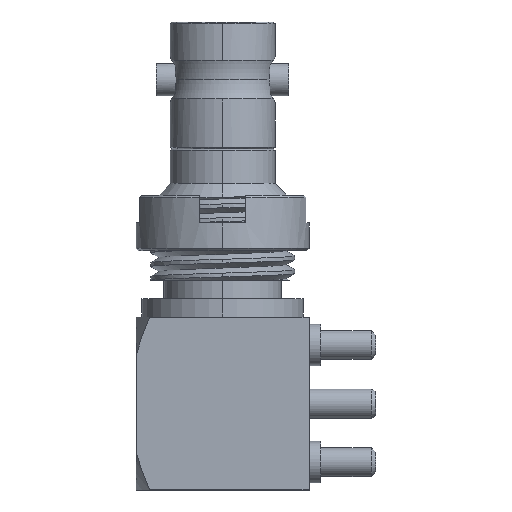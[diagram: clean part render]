
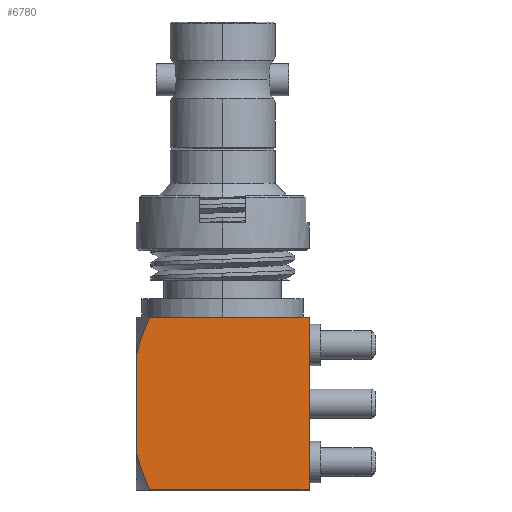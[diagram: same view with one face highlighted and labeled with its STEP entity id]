
A CAD part, left-side view. The second image highlights one B-rep face of the part: STEP entity #6780.
In plain terms, the highlighted planar face has unit normal (-1, 0, 0).
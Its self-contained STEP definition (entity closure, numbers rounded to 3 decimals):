
#1210 = ORIENTED_EDGE ( 'NONE', *, *, #8805, .T. ) ;
#1246 = CARTESIAN_POINT ( 'NONE',  ( -3.783, 3.75, -0.254 ) ) ;
#1332 = CARTESIAN_POINT ( 'NONE',  ( -3.783, -3.75, -1.895 ) ) ;
#1385 = CARTESIAN_POINT ( 'NONE',  ( -3.783, 3.173, 5.595 ) ) ;
#1521 = EDGE_CURVE ( 'NONE', #2699, #9659, #7742, .T. ) ;
#1688 = CARTESIAN_POINT ( 'NONE',  ( -3.783, 3.173, 5.595 ) ) ;
#1812 = CARTESIAN_POINT ( 'NONE',  ( -3.783, 3.593, 4.511 ) ) ;
#1837 = DIRECTION ( 'NONE',  ( 0., 0., 1. ) ) ;
#1999 = LINE ( 'NONE', #9693, #3768 ) ;
#2527 = ORIENTED_EDGE ( 'NONE', *, *, #1521, .T. ) ;
#2571 = CARTESIAN_POINT ( 'NONE',  ( -3.783, 3.173, -1.895 ) ) ;
#2642 = EDGE_LOOP ( 'NONE', ( #3382, #4360, #4702, #8890, #2527, #1210 ) ) ;
#2699 = VERTEX_POINT ( 'NONE', #11197 ) ;
#2891 = LINE ( 'NONE', #8224, #9421 ) ;
#3345 = EDGE_CURVE ( 'NONE', #5503, #11188, #2891, .T. ) ;
#3382 = ORIENTED_EDGE ( 'NONE', *, *, #3345, .T. ) ;
#3768 = VECTOR ( 'NONE', #1837, 1000. ) ;
#3817 = DIRECTION ( 'NONE',  ( 1., 0., 0. ) ) ;
#3867 = CARTESIAN_POINT ( 'NONE',  ( -3.783, 6.25, -1.9 ) ) ;
#4123 = AXIS2_PLACEMENT_3D ( 'NONE', #3867, #3817, #7315 ) ;
#4292 = CARTESIAN_POINT ( 'NONE',  ( -3.783, 3.671, -0.534 ) ) ;
#4360 = ORIENTED_EDGE ( 'NONE', *, *, #9094, .T. ) ;
#4668 = FACE_OUTER_BOUND ( 'NONE', #2642, .T. ) ;
#4702 = ORIENTED_EDGE ( 'NONE', *, *, #8105, .T. ) ;
#5157 = EDGE_CURVE ( 'NONE', #6412, #2699, #9270, .T. ) ;
#5411 = VECTOR ( 'NONE', #9217, 1000. ) ;
#5503 = VERTEX_POINT ( 'NONE', #6902 ) ;
#6412 = VERTEX_POINT ( 'NONE', #1246 ) ;
#6780 = ADVANCED_FACE ( 'NONE', ( #4668 ), #8173, .F. ) ;
#6880 = DIRECTION ( 'NONE',  ( 0., -1., 0. ) ) ;
#6902 = CARTESIAN_POINT ( 'NONE',  ( -3.783, -3.75, 5.595 ) ) ;
#6985 = CARTESIAN_POINT ( 'NONE',  ( -3.783, 3.386, -1.358 ) ) ;
#7131 = CARTESIAN_POINT ( 'NONE',  ( -3.783, 3.75, 3.954 ) ) ;
#7315 = DIRECTION ( 'NONE',  ( 0., 0., -1. ) ) ;
#7628 = CARTESIAN_POINT ( 'NONE',  ( -3.783, 3.75, -0.254 ) ) ;
#7742 = LINE ( 'NONE', #11247, #9019 ) ;
#8105 = EDGE_CURVE ( 'NONE', #11368, #6412, #8126, .T. ) ;
#8126 = LINE ( 'NONE', #8476, #5411 ) ;
#8173 = PLANE ( 'NONE',  #4123 ) ;
#8224 = CARTESIAN_POINT ( 'NONE',  ( -3.783, -3.75, 5.595 ) ) ;
#8293 = CARTESIAN_POINT ( 'NONE',  ( -3.783, 3.75, 3.954 ) ) ;
#8476 = CARTESIAN_POINT ( 'NONE',  ( -3.783, 3.75, 1.85 ) ) ;
#8551 = CARTESIAN_POINT ( 'NONE',  ( -3.783, 3.581, -0.811 ) ) ;
#8659 = CARTESIAN_POINT ( 'NONE',  ( -3.783, 3.282, -1.628 ) ) ;
#8694 = CARTESIAN_POINT ( 'NONE',  ( -3.783, 3.392, 5.057 ) ) ;
#8805 = EDGE_CURVE ( 'NONE', #9659, #5503, #1999, .T. ) ;
#8890 = ORIENTED_EDGE ( 'NONE', *, *, #5157, .T. ) ;
#9019 = VECTOR ( 'NONE', #6880, 1000. ) ;
#9094 = EDGE_CURVE ( 'NONE', #11188, #11368, #10846, .T. ) ;
#9217 = DIRECTION ( 'NONE',  ( 0., 0., -1. ) ) ;
#9270 = B_SPLINE_CURVE_WITH_KNOTS ( 'NONE', 3,
 ( #7628, #4292, #8551, #6985, #8659, #2571 ),
 .UNSPECIFIED., .F., .F.,
 ( 4, 2, 4 ),
 ( 0.011, 0.012, 0.013 ),
 .UNSPECIFIED. ) ;
#9421 = VECTOR ( 'NONE', #10690, 1000. ) ;
#9659 = VERTEX_POINT ( 'NONE', #1332 ) ;
#9693 = CARTESIAN_POINT ( 'NONE',  ( -3.783, -3.75, -1.9 ) ) ;
#10690 = DIRECTION ( 'NONE',  ( 0., 1., 0. ) ) ;
#10846 = B_SPLINE_CURVE_WITH_KNOTS ( 'NONE', 3,
 ( #1688, #8694, #1812, #7131 ),
 .UNSPECIFIED., .F., .F.,
 ( 4, 4 ),
 ( 0.005, 0.007 ),
 .UNSPECIFIED. ) ;
#11188 = VERTEX_POINT ( 'NONE', #1385 ) ;
#11197 = CARTESIAN_POINT ( 'NONE',  ( -3.783, 3.173, -1.895 ) ) ;
#11247 = CARTESIAN_POINT ( 'NONE',  ( -3.783, -3.75, -1.895 ) ) ;
#11368 = VERTEX_POINT ( 'NONE', #8293 ) ;
